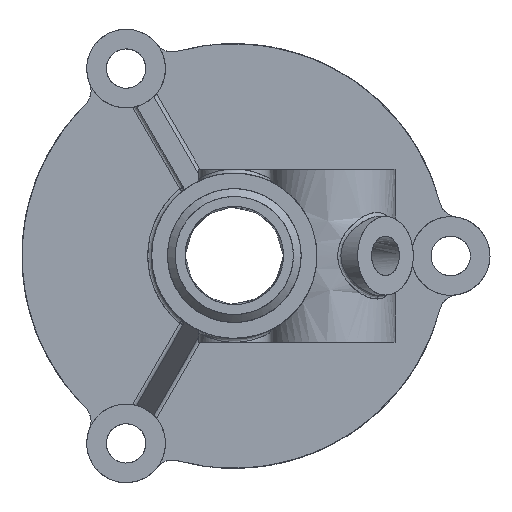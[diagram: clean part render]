
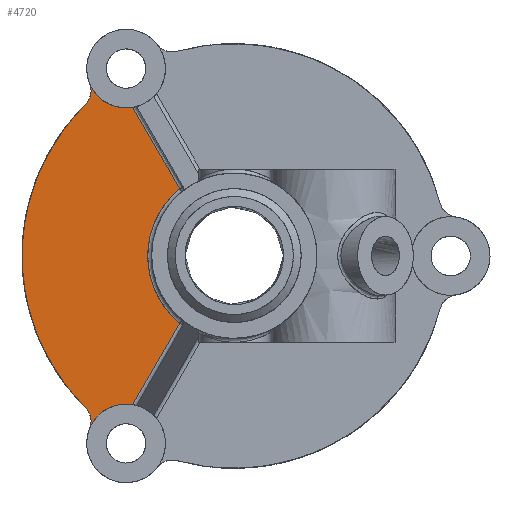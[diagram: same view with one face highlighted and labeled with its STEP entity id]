
A CAD part, top view. The second image highlights one B-rep face of the part: STEP entity #4720.
In plain terms, the highlighted free-form (B-spline) face has degree [1, 1] with [2, 2] control points.
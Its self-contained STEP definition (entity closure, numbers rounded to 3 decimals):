
#4720 = ADVANCED_FACE('',(#4721),#4831,.T.);
#4721 = FACE_BOUND('',#4722,.T.);
#4722 = EDGE_LOOP('',(#4723,#4733,#4741,#4764,#4772,#4795,#4803,#4811,
    #4818,#4826));
#4723 = ORIENTED_EDGE('',*,*,#4724,.T.);
#4724 = EDGE_CURVE('',#4725,#4727,#4729,.T.);
#4725 = VERTEX_POINT('',#4726);
#4726 = CARTESIAN_POINT('',(-36.309,53.056,
    11.238));
#4727 = VERTEX_POINT('',#4728);
#4728 = CARTESIAN_POINT('',(-49.24,57.703,
    11.238));
#4729 = ( BOUNDED_CURVE() B_SPLINE_CURVE(2,(#4730,#4731,#4732),
.UNSPECIFIED.,.F.,.F.) B_SPLINE_CURVE_WITH_KNOTS((3,3),(3.499,
4.521),.PIECEWISE_BEZIER_KNOTS.) CURVE() 
GEOMETRIC_REPRESENTATION_ITEM() RATIONAL_B_SPLINE_CURVE((1.,
0.872,1.)) REPRESENTATION_ITEM('') );
#4730 = CARTESIAN_POINT('',(-36.309,53.056,
    11.238));
#4731 = CARTESIAN_POINT('',(-44.077,51.754,
    11.238));
#4732 = CARTESIAN_POINT('',(-49.24,57.703,
    11.238));
#4733 = ORIENTED_EDGE('',*,*,#4734,.T.);
#4734 = EDGE_CURVE('',#4727,#4735,#4737,.T.);
#4735 = VERTEX_POINT('',#4736);
#4736 = CARTESIAN_POINT('',(-51.659,61.659,
    11.238));
#4737 = ( BOUNDED_CURVE() B_SPLINE_CURVE(2,(#4738,#4739,#4740),
.UNSPECIFIED.,.F.,.F.) B_SPLINE_CURVE_WITH_KNOTS((3,3),(3.998,
4.329),.PIECEWISE_BEZIER_KNOTS.) CURVE() 
GEOMETRIC_REPRESENTATION_ITEM() RATIONAL_B_SPLINE_CURVE((1.,
0.986,1.)) REPRESENTATION_ITEM('') );
#4738 = CARTESIAN_POINT('',(-49.24,57.703,
    11.238));
#4739 = CARTESIAN_POINT('',(-50.781,59.478,
    11.238));
#4740 = CARTESIAN_POINT('',(-51.659,61.659,
    11.238));
#4741 = ORIENTED_EDGE('',*,*,#4742,.T.);
#4742 = EDGE_CURVE('',#4735,#4743,#4745,.T.);
#4743 = VERTEX_POINT('',#4744);
#4744 = CARTESIAN_POINT('',(-53.244,54.03,
    11.238));
#4745 = B_SPLINE_CURVE_WITH_KNOTS('',5,(#4746,#4747,#4748,#4749,#4750,
    #4751,#4752,#4753,#4754,#4755,#4756,#4757,#4758,#4759,#4760,#4761,
    #4762,#4763),.UNSPECIFIED.,.F.,.F.,(6,4,4,4,6),(0.,0.249,0.5,
    0.751,1.),.UNSPECIFIED.);
#4746 = CARTESIAN_POINT('',(-51.659,61.659,
    11.238));
#4747 = CARTESIAN_POINT('',(-51.513,61.294,
    11.238));
#4748 = CARTESIAN_POINT('',(-51.389,60.913,
    11.238));
#4749 = CARTESIAN_POINT('',(-51.291,60.519,
    11.238));
#4750 = CARTESIAN_POINT('',(-51.222,60.115,
    11.238));
#4751 = CARTESIAN_POINT('',(-51.142,59.288,
    11.238));
#4752 = CARTESIAN_POINT('',(-51.133,58.866,
    11.238));
#4753 = CARTESIAN_POINT('',(-51.156,58.442,
    11.238));
#4754 = CARTESIAN_POINT('',(-51.211,58.02,
    11.238));
#4755 = CARTESIAN_POINT('',(-51.383,57.189,
    11.238));
#4756 = CARTESIAN_POINT('',(-51.501,56.78,
    11.238));
#4757 = CARTESIAN_POINT('',(-51.649,56.382,
    11.238));
#4758 = CARTESIAN_POINT('',(-51.826,55.998,
    11.238));
#4759 = CARTESIAN_POINT('',(-52.228,55.272,
    11.238));
#4760 = CARTESIAN_POINT('',(-52.452,54.929,
    11.238));
#4761 = CARTESIAN_POINT('',(-52.699,54.606,
    11.238));
#4762 = CARTESIAN_POINT('',(-52.964,54.306,
    11.238));
#4763 = CARTESIAN_POINT('',(-53.244,54.03,
    11.238));
#4764 = ORIENTED_EDGE('',*,*,#4765,.T.);
#4765 = EDGE_CURVE('',#4743,#4766,#4768,.T.);
#4766 = VERTEX_POINT('',#4767);
#4767 = CARTESIAN_POINT('',(-53.244,-54.03,
    11.238));
#4768 = ( BOUNDED_CURVE() B_SPLINE_CURVE(2,(#4769,#4770,#4771),
.UNSPECIFIED.,.F.,.F.) B_SPLINE_CURVE_WITH_KNOTS((3,3),(2.349,
3.934),.PIECEWISE_BEZIER_KNOTS.) CURVE() 
GEOMETRIC_REPRESENTATION_ITEM() RATIONAL_B_SPLINE_CURVE((1.,
0.702,1.)) REPRESENTATION_ITEM('') );
#4769 = CARTESIAN_POINT('',(-53.244,54.03,
    11.238));
#4770 = CARTESIAN_POINT('',(-108.072,0.,
    11.238));
#4771 = CARTESIAN_POINT('',(-53.244,-54.03,
    11.238));
#4772 = ORIENTED_EDGE('',*,*,#4773,.T.);
#4773 = EDGE_CURVE('',#4766,#4774,#4776,.T.);
#4774 = VERTEX_POINT('',#4775);
#4775 = CARTESIAN_POINT('',(-51.659,-61.659,
    11.238));
#4776 = B_SPLINE_CURVE_WITH_KNOTS('',5,(#4777,#4778,#4779,#4780,#4781,
    #4782,#4783,#4784,#4785,#4786,#4787,#4788,#4789,#4790,#4791,#4792,
    #4793,#4794),.UNSPECIFIED.,.F.,.F.,(6,4,4,4,6),(0.,0.249,0.5,
    0.751,1.),.UNSPECIFIED.);
#4777 = CARTESIAN_POINT('',(-53.244,-54.03,
    11.238));
#4778 = CARTESIAN_POINT('',(-52.964,-54.306,
    11.238));
#4779 = CARTESIAN_POINT('',(-52.699,-54.606,
    11.238));
#4780 = CARTESIAN_POINT('',(-52.452,-54.929,
    11.238));
#4781 = CARTESIAN_POINT('',(-52.228,-55.272,
    11.238));
#4782 = CARTESIAN_POINT('',(-51.826,-55.998,
    11.238));
#4783 = CARTESIAN_POINT('',(-51.649,-56.382,
    11.238));
#4784 = CARTESIAN_POINT('',(-51.501,-56.78,
    11.238));
#4785 = CARTESIAN_POINT('',(-51.383,-57.189,
    11.238));
#4786 = CARTESIAN_POINT('',(-51.211,-58.02,
    11.238));
#4787 = CARTESIAN_POINT('',(-51.156,-58.442,
    11.238));
#4788 = CARTESIAN_POINT('',(-51.133,-58.866,
    11.238));
#4789 = CARTESIAN_POINT('',(-51.142,-59.288,
    11.238));
#4790 = CARTESIAN_POINT('',(-51.222,-60.115,
    11.238));
#4791 = CARTESIAN_POINT('',(-51.291,-60.519,
    11.238));
#4792 = CARTESIAN_POINT('',(-51.389,-60.913,
    11.238));
#4793 = CARTESIAN_POINT('',(-51.513,-61.294,
    11.238));
#4794 = CARTESIAN_POINT('',(-51.659,-61.659,
    11.238));
#4795 = ORIENTED_EDGE('',*,*,#4796,.T.);
#4796 = EDGE_CURVE('',#4774,#4797,#4799,.T.);
#4797 = VERTEX_POINT('',#4798);
#4798 = CARTESIAN_POINT('',(-49.24,-57.703,
    11.238));
#4799 = ( BOUNDED_CURVE() B_SPLINE_CURVE(2,(#4800,#4801,#4802),
.UNSPECIFIED.,.F.,.F.) B_SPLINE_CURVE_WITH_KNOTS((3,3),(5.096,
5.427),.PIECEWISE_BEZIER_KNOTS.) CURVE() 
GEOMETRIC_REPRESENTATION_ITEM() RATIONAL_B_SPLINE_CURVE((1.,
0.986,1.)) REPRESENTATION_ITEM('') );
#4800 = CARTESIAN_POINT('',(-51.659,-61.659,
    11.238));
#4801 = CARTESIAN_POINT('',(-50.781,-59.478,
    11.238));
#4802 = CARTESIAN_POINT('',(-49.24,-57.703,
    11.238));
#4803 = ORIENTED_EDGE('',*,*,#4804,.T.);
#4804 = EDGE_CURVE('',#4797,#4805,#4807,.T.);
#4805 = VERTEX_POINT('',#4806);
#4806 = CARTESIAN_POINT('',(-36.309,-53.056,
    11.238));
#4807 = ( BOUNDED_CURVE() B_SPLINE_CURVE(2,(#4808,#4809,#4810),
.UNSPECIFIED.,.F.,.F.) B_SPLINE_CURVE_WITH_KNOTS((3,3),(1.762,
2.784),.PIECEWISE_BEZIER_KNOTS.) CURVE() 
GEOMETRIC_REPRESENTATION_ITEM() RATIONAL_B_SPLINE_CURVE((1.,
0.872,1.)) REPRESENTATION_ITEM('') );
#4808 = CARTESIAN_POINT('',(-49.24,-57.703,
    11.238));
#4809 = CARTESIAN_POINT('',(-44.077,-51.754,
    11.238));
#4810 = CARTESIAN_POINT('',(-36.309,-53.056,
    11.238));
#4811 = ORIENTED_EDGE('',*,*,#4812,.T.);
#4812 = EDGE_CURVE('',#4805,#4813,#4815,.T.);
#4813 = VERTEX_POINT('',#4814);
#4814 = CARTESIAN_POINT('',(-19.513,-23.965,
    11.238));
#4815 = B_SPLINE_CURVE_WITH_KNOTS('',1,(#4816,#4817),.UNSPECIFIED.,.F.,
  .F.,(2,2),(0.,23.913),.PIECEWISE_BEZIER_KNOTS.);
#4816 = CARTESIAN_POINT('',(-36.309,-53.056,
    11.238));
#4817 = CARTESIAN_POINT('',(-19.513,-23.965,
    11.238));
#4818 = ORIENTED_EDGE('',*,*,#4819,.T.);
#4819 = EDGE_CURVE('',#4813,#4820,#4822,.T.);
#4820 = VERTEX_POINT('',#4821);
#4821 = CARTESIAN_POINT('',(-19.513,23.965,
    11.238));
#4822 = ( BOUNDED_CURVE() B_SPLINE_CURVE(2,(#4823,#4824,#4825),
.UNSPECIFIED.,.F.,.F.) B_SPLINE_CURVE_WITH_KNOTS((3,3),(
0.04,1.815),.PIECEWISE_BEZIER_KNOTS.) CURVE() 
GEOMETRIC_REPRESENTATION_ITEM() RATIONAL_B_SPLINE_CURVE((1.,
0.631,1.)) REPRESENTATION_ITEM('') );
#4823 = CARTESIAN_POINT('',(-19.513,-23.965,
    11.238));
#4824 = CARTESIAN_POINT('',(-48.945,0.,
    11.238));
#4825 = CARTESIAN_POINT('',(-19.513,23.965,
    11.238));
#4826 = ORIENTED_EDGE('',*,*,#4827,.T.);
#4827 = EDGE_CURVE('',#4820,#4725,#4828,.T.);
#4828 = B_SPLINE_CURVE_WITH_KNOTS('',1,(#4829,#4830),.UNSPECIFIED.,.F.,
  .F.,(2,2),(0.,23.913),.PIECEWISE_BEZIER_KNOTS.);
#4829 = CARTESIAN_POINT('',(-19.513,23.965,
    11.238));
#4830 = CARTESIAN_POINT('',(-36.309,53.056,
    11.238));
#4831 = B_SPLINE_SURFACE_WITH_KNOTS('',1,1,(
    (#4832,#4833)
    ,(#4834,#4835
    )),.UNSPECIFIED.,.F.,.F.,.F.,(2,2),(2,2),(-54.,
    -13.891),(-43.893,43.893),
  .PIECEWISE_BEZIER_KNOTS.);
#4832 = CARTESIAN_POINT('',(-75.856,-61.659,
    11.238));
#4833 = CARTESIAN_POINT('',(-75.856,61.659,
    11.238));
#4834 = CARTESIAN_POINT('',(-19.513,-61.659,
    11.238));
#4835 = CARTESIAN_POINT('',(-19.513,61.659,
    11.238));
